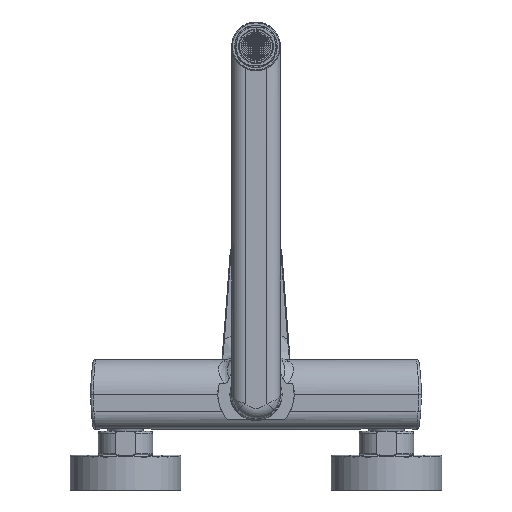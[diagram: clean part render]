
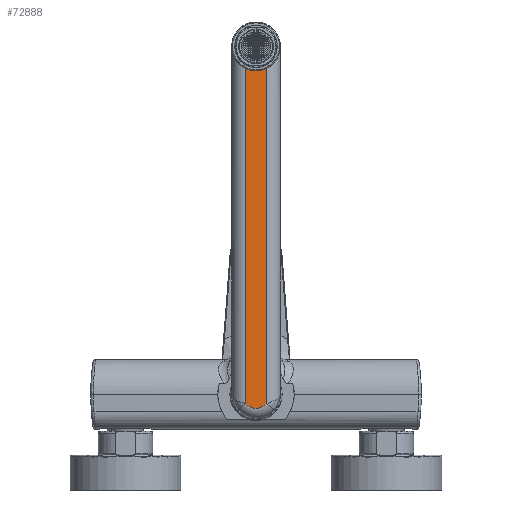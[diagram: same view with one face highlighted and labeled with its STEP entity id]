
A CAD part, front view. The second image highlights one B-rep face of the part: STEP entity #72888.
In plain terms, the highlighted planar face has unit normal (0, -1, 0).
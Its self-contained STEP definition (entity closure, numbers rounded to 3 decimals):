
#69948=CARTESIAN_POINT('',(0.,-58.5,200.));
#69949=DIRECTION('',(0.,1.,0.));
#69950=DIRECTION('',(0.429,0.,-0.904));
#69951=AXIS2_PLACEMENT_3D('',#69948,#69949,#69950);
#70072=DIRECTION('',(0.,0.,1.));
#70073=VECTOR('',#70072,192.642);
#70074=CARTESIAN_POINT('',(6.,-58.5,-5.292));
#70075=LINE('',#70074,#70073);
#70125=DIRECTION('',(0.,0.,-1.));
#70126=VECTOR('',#70125,192.642);
#70127=CARTESIAN_POINT('',(-6.,-58.5,187.351));
#70128=LINE('',#70127,#70126);
#70129=CARTESIAN_POINT('',(-6.,-58.5,-5.292));
#70172=CARTESIAN_POINT('',(0.,-58.5,0.));
#70173=DIRECTION('',(0.,1.,0.));
#70174=DIRECTION('',(0.75,0.,-0.661));
#70175=AXIS2_PLACEMENT_3D('',#70172,#70173,#70174);
#71165=CARTESIAN_POINT('',(6.,-58.5,187.351));
#71166=CARTESIAN_POINT('',(-6.,-58.5,187.351));
#71167=VERTEX_POINT('',#71165);
#71168=VERTEX_POINT('',#71166);
#71181=VERTEX_POINT('',#70129);
#71186=CARTESIAN_POINT('',(6.,-58.5,-5.292));
#71187=VERTEX_POINT('',#71186);
#72876=CARTESIAN_POINT('',(-6.,-58.5,-36.8));
#72877=DIRECTION('',(0.,-1.,0.));
#72878=DIRECTION('',(1.,0.,0.));
#72879=AXIS2_PLACEMENT_3D('',#72876,#72877,#72878);
#72880=PLANE('',#72879);
#72882=ORIENTED_EDGE('',*,*,#72881,.T.);
#72883=ORIENTED_EDGE('',*,*,#72858,.F.);
#72884=ORIENTED_EDGE('',*,*,#72661,.F.);
#72885=ORIENTED_EDGE('',*,*,#72691,.F.);
#72886=EDGE_LOOP('',(#72882,#72883,#72884,#72885));
#72887=FACE_OUTER_BOUND('',#72886,.F.);
#72888=ADVANCED_FACE('',(#72887),#72880,.T.);
#69952=CIRCLE('',#69951,14.);
#70176=CIRCLE('',#70175,8.);
#72661=EDGE_CURVE('',#71167,#71168,#69952,.T.);
#72691=EDGE_CURVE('',#71187,#71167,#70075,.T.);
#72858=EDGE_CURVE('',#71168,#71181,#70128,.T.);
#72881=EDGE_CURVE('',#71187,#71181,#70176,.T.);
